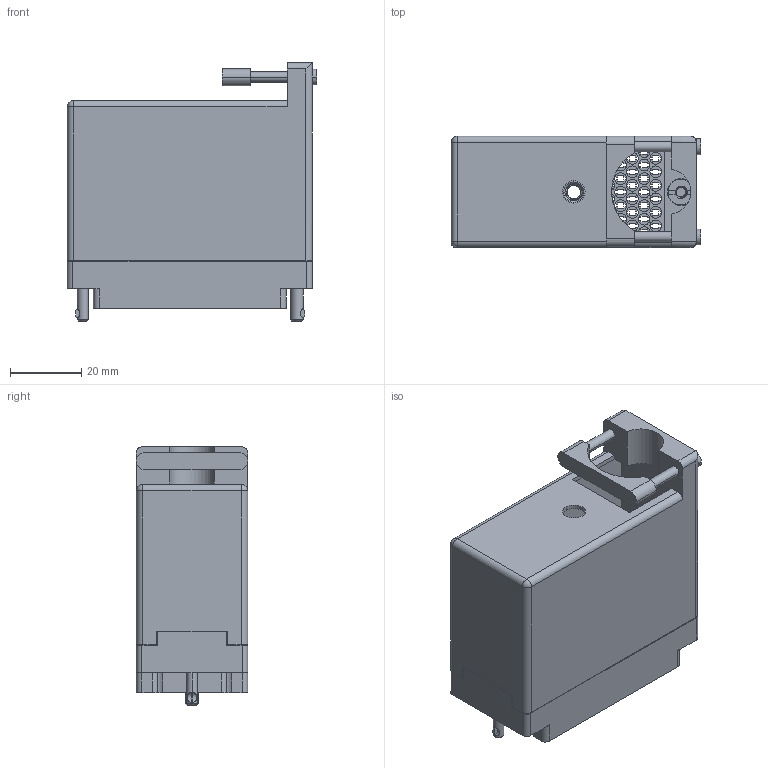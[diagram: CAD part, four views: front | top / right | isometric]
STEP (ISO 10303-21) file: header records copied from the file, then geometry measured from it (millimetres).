
FILE_DESCRIPTION (( 'STEP AP203' ), '1' );
FILE_NAME ('516-090-000-562.STEP', '2020-03-10T16:51:15', ( '' ), ( '' ), 'SwSTEP 2.0', 'SolidWorks 2016', '' );
FILE_SCHEMA (( 'CONFIG_CONTROL_DESIGN' ));
Length unit declared in the file: inch
Products named in the file (7): 516 Plug Insulator_090; 516-090-000-562; 516-230-001_Metal - 090 Top Entry; 516-252-091-102; 516-252-095-100; 516-222-090-102_091; 516-222-090-102_090
Assembly tree (7 placements, depth 2):
  516-090-000-562
    516 Plug Insulator_090
    516-230-001_Metal - 090 Top Entry
    516-252-091-102  x2
    516-222-090-102_090
    516-252-095-100
    516-222-090-102_091
Bounding box: 70.31 x 31.34 x 72.85 mm (x, y, z)
Volume: 32808.8 mm3; surface area: 45992.3 mm2
Topology: 7 solids, 7 shells, 2134 faces, 6239 edges, 4135 vertices
Faces by surface type: plane 1471, cylinder 575, cone 46, bspline 36, torus 4, sphere 2
Entity records: 78189 total; most frequent: CARTESIAN_POINT 20248, ORIENTED_EDGE 12318, DIRECTION 11612, EDGE_CURVE 6159, VECTOR 4452, LINE 4452, VERTEX_POINT 4083, AXIS2_PLACEMENT_3D 3580
